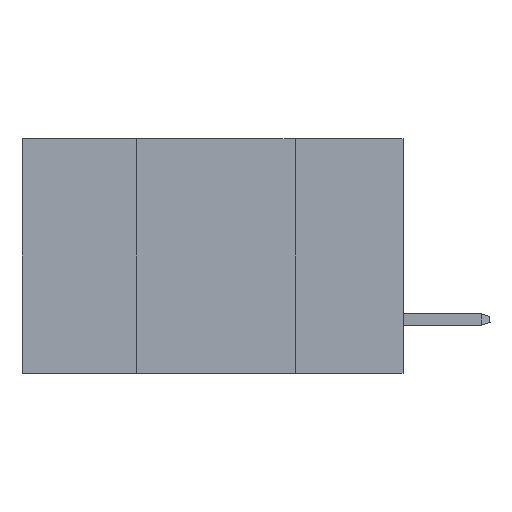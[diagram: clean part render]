
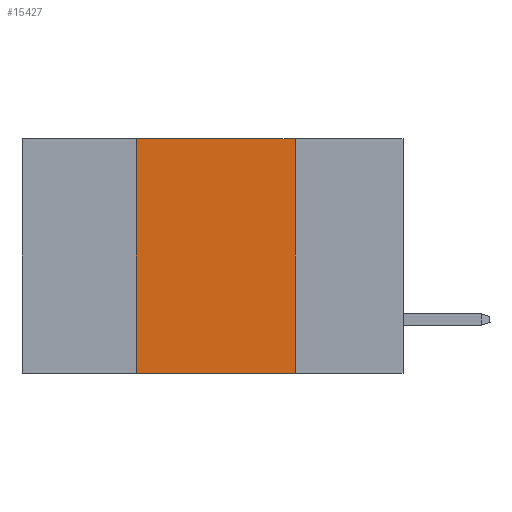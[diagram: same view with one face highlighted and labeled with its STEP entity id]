
A CAD part, left-side view. The second image highlights one B-rep face of the part: STEP entity #15427.
In plain terms, the highlighted planar face has unit normal (-1, 0, 0).
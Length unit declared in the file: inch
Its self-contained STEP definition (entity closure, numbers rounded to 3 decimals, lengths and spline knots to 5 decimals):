
#486 = LINE ( 'NONE', #18732, #1250 ) ;
#509 = VECTOR ( 'NONE', #1311, 39.37008 ) ;
#1250 = VECTOR ( 'NONE', #1882, 39.37008 ) ;
#1311 = DIRECTION ( 'NONE',  ( 0., 0., 1. ) ) ;
#1712 = LINE ( 'NONE', #16863, #2270 ) ;
#1848 = ORIENTED_EDGE ( 'NONE', *, *, #4556, .F. ) ;
#1882 = DIRECTION ( 'NONE',  ( 0., -1., 0. ) ) ;
#2270 = VECTOR ( 'NONE', #7490, 39.37008 ) ;
#2500 = DIRECTION ( 'NONE',  ( 0., 0., -1. ) ) ;
#2857 = CARTESIAN_POINT ( 'NONE',  ( 0., 0.6, 0. ) ) ;
#3013 = CARTESIAN_POINT ( 'NONE',  ( 0., 0.17, -0.37 ) ) ;
#3991 = PLANE ( 'NONE',  #21680 ) ;
#4050 = ORIENTED_EDGE ( 'NONE', *, *, #11277, .F. ) ;
#4556 = EDGE_CURVE ( 'NONE', #14282, #12287, #1712, .T. ) ;
#6835 = LINE ( 'NONE', #21870, #509 ) ;
#7454 = DIRECTION ( 'NONE',  ( 0., -1., 0. ) ) ;
#7490 = DIRECTION ( 'NONE',  ( 0., 0., -1. ) ) ;
#8300 = VERTEX_POINT ( 'NONE', #9269 ) ;
#9041 = VECTOR ( 'NONE', #7454, 39.37008 ) ;
#9269 = CARTESIAN_POINT ( 'NONE',  ( 0., 0.42, -0.37 ) ) ;
#11277 = EDGE_CURVE ( 'NONE', #17691, #14282, #486, .T. ) ;
#11315 = CARTESIAN_POINT ( 'NONE',  ( 0., 0.42, 0. ) ) ;
#11355 = CARTESIAN_POINT ( 'NONE',  ( 0., 0.6, -0.37 ) ) ;
#12287 = VERTEX_POINT ( 'NONE', #3013 ) ;
#13035 = ORIENTED_EDGE ( 'NONE', *, *, #13682, .T. ) ;
#13682 = EDGE_CURVE ( 'NONE', #8300, #12287, #18779, .T. ) ;
#14282 = VERTEX_POINT ( 'NONE', #14550 ) ;
#14550 = CARTESIAN_POINT ( 'NONE',  ( 0., 0.17, 0. ) ) ;
#15427 = ADVANCED_FACE ( 'NONE', ( #22725 ), #3991, .F. ) ;
#16863 = CARTESIAN_POINT ( 'NONE',  ( 0., 0.17, 0. ) ) ;
#17691 = VERTEX_POINT ( 'NONE', #11315 ) ;
#18313 = ORIENTED_EDGE ( 'NONE', *, *, #20011, .F. ) ;
#18732 = CARTESIAN_POINT ( 'NONE',  ( 0., 0.6, 0. ) ) ;
#18779 = LINE ( 'NONE', #11355, #9041 ) ;
#18901 = EDGE_LOOP ( 'NONE', ( #1848, #4050, #18313, #13035 ) ) ;
#19254 = DIRECTION ( 'NONE',  ( 1., 0., 0. ) ) ;
#20011 = EDGE_CURVE ( 'NONE', #8300, #17691, #6835, .T. ) ;
#21680 = AXIS2_PLACEMENT_3D ( 'NONE', #2857, #19254, #2500 ) ;
#21870 = CARTESIAN_POINT ( 'NONE',  ( 0., 0.42, 0. ) ) ;
#22725 = FACE_OUTER_BOUND ( 'NONE', #18901, .T. ) ;
